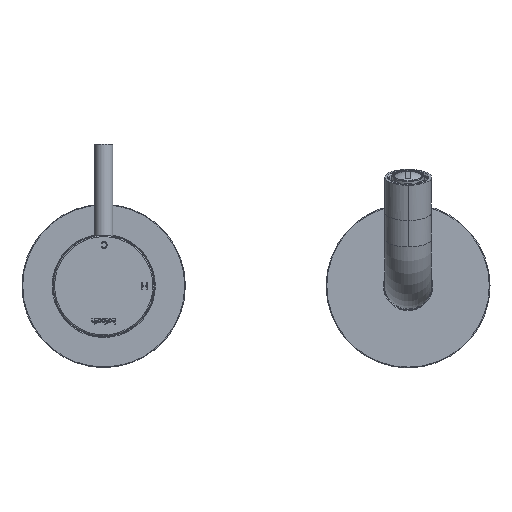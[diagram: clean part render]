
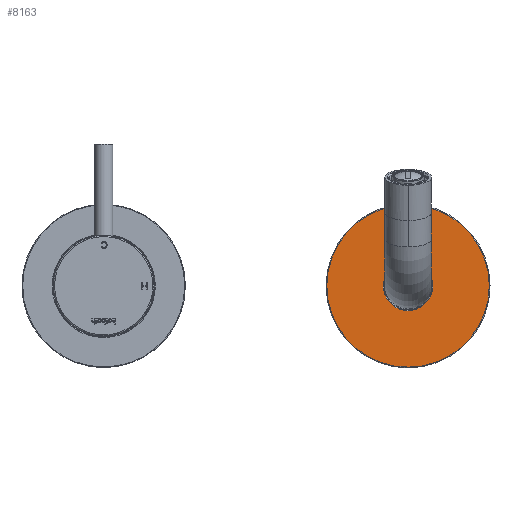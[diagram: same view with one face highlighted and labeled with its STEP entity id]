
A CAD part, top view. The second image highlights one B-rep face of the part: STEP entity #8163.
In plain terms, the highlighted face is planar.
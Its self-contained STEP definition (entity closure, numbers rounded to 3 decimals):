
#2496=ORIENTED_EDGE('',*,*,#3244,.T.);
#2497=ORIENTED_EDGE('',*,*,#3245,.T.);
#3244=EDGE_CURVE('',#3798,#3798,#4107,.T.);
#3245=EDGE_CURVE('',#3799,#3799,#4108,.F.);
#3798=VERTEX_POINT('',#12969);
#3799=VERTEX_POINT('',#12971);
#4107=CIRCLE('',#8956,10.55);
#4108=CIRCLE('',#8957,34.7);
#4664=EDGE_LOOP('',(#2496));
#4665=EDGE_LOOP('',(#2497));
#5252=FACE_BOUND('',#4664,.T.);
#5253=FACE_BOUND('',#4665,.T.);
#5478=PLANE('',#8955);
#8163=ADVANCED_FACE('',(#5252,#5253),#5478,.F.);
#8955=AXIS2_PLACEMENT_3D('',#12967,#10679,#10680);
#8956=AXIS2_PLACEMENT_3D('',#12968,#10681,#10682);
#8957=AXIS2_PLACEMENT_3D('',#12970,#10683,#10684);
#10679=DIRECTION('',(-1.,0.,0.));
#10680=DIRECTION('',(0.,0.,1.));
#10681=DIRECTION('',(-1.,0.,0.));
#10682=DIRECTION('',(0.,0.,1.));
#10683=DIRECTION('',(-1.,0.,0.));
#10684=DIRECTION('',(0.,0.,1.));
#12967=CARTESIAN_POINT('',(6.5,0.,0.));
#12968=CARTESIAN_POINT('',(6.5,0.,0.));
#12969=CARTESIAN_POINT('',(6.5,0.,10.55));
#12970=CARTESIAN_POINT('',(6.5,0.,0.));
#12971=CARTESIAN_POINT('',(6.5,0.,34.7));
